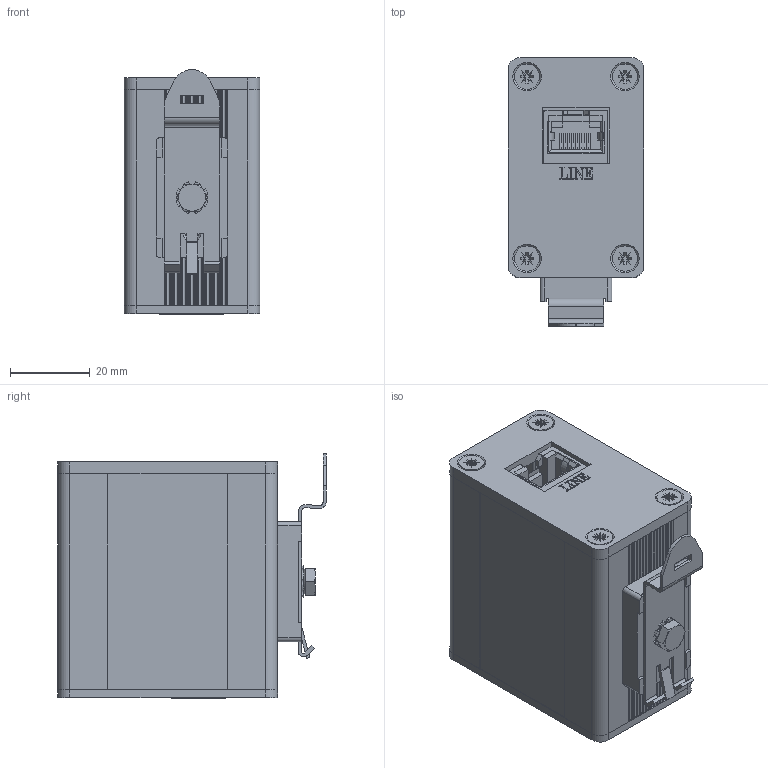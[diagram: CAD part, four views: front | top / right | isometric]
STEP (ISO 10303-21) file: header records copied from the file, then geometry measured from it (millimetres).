
FILE_DESCRIPTION (( 'STEP AP214' ), '1' );
FILE_NAME ('3D_MJ8-POE-C6A-20200324.STEP', '2020-03-24T06:12:58', ( 'admin' ), ( '' ), 'SwSTEP 2.0', 'SolidWorks 2016', '' );
FILE_SCHEMA (( 'AUTOMOTIVE_DESIGN' ));
Length unit declared in the file: millimetre
Products named in the file (1): 3D_MJ8-POE-C6A-20200324
Bounding box: 34 x 67.2 x 61.17 mm (x, y, z)
Volume: 41975 mm3; surface area: 43393.8 mm2
Topology: 26 solids, 26 shells, 3064 faces, 8410 edges, 5572 vertices
Faces by surface type: plane 1837, bspline 923, cylinder 250, cone 38, torus 16
Full cylindrical faces by diameter (mm): 0.268 x1, 0.413 x1, 0.9 x16, 1.5 x4, 1.6 x4, 1.7 x1, 2.9 x8, 3.3 x7, 3.5 x8, 4 x1, 4.2 x1, 4.5 x3, 4.6 x1, 6.3 x8
Entity records: 157547 total; most frequent: CARTESIAN_POINT 52366, ORIENTED_EDGE 16558, DIRECTION 10998, EDGE_CURVE 8279, LINE 5808, VECTOR 5808, VERTEX_POINT 5549, EDGE_LOOP 3472
